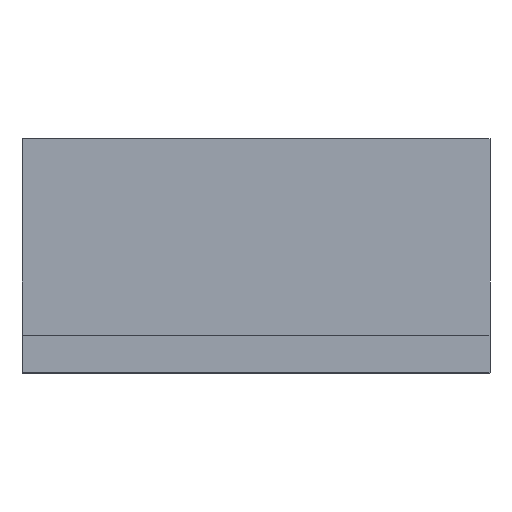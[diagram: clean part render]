
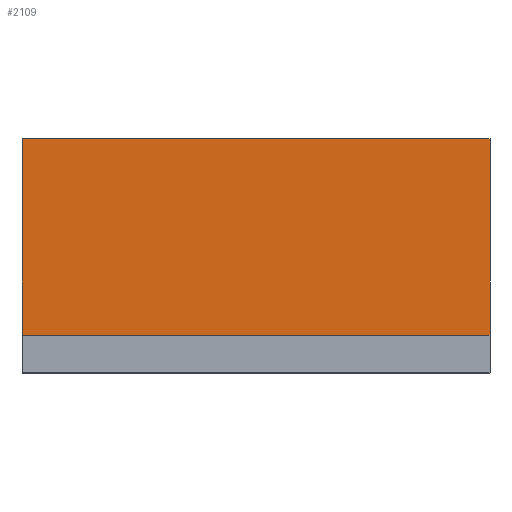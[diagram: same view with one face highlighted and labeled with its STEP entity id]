
A CAD part, top view. The second image highlights one B-rep face of the part: STEP entity #2109.
In plain terms, the highlighted planar face has unit normal (0, 0, 1).
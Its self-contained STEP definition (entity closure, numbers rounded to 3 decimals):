
#6 = ORIENTED_EDGE ( 'NONE', *, *, #216, .F. ) ;
#129 = CARTESIAN_POINT ( 'NONE',  ( 1., 1., 1. ) ) ;
#216 = EDGE_CURVE ( 'NONE', #4357, #1150, #2952, .T. ) ;
#341 = LINE ( 'NONE', #1576, #3841 ) ;
#396 = ORIENTED_EDGE ( 'NONE', *, *, #1952, .F. ) ;
#482 = CARTESIAN_POINT ( 'NONE',  ( -1., 1., 1. ) ) ;
#501 = DIRECTION ( 'NONE',  ( 1., 0., 0. ) ) ;
#538 = VECTOR ( 'NONE', #3371, 1000. ) ;
#547 = LINE ( 'NONE', #910, #3178 ) ;
#832 = AXIS2_PLACEMENT_3D ( 'NONE', #482, #3552, #3153 ) ;
#910 = CARTESIAN_POINT ( 'NONE',  ( 1., 1., 1. ) ) ;
#959 = EDGE_CURVE ( 'NONE', #2494, #4237, #4057, .T. ) ;
#1150 = VERTEX_POINT ( 'NONE', #129 ) ;
#1161 = EDGE_LOOP ( 'NONE', ( #4080, #396, #6, #3436 ) ) ;
#1576 = CARTESIAN_POINT ( 'NONE',  ( -1., 1., 1. ) ) ;
#1625 = CARTESIAN_POINT ( 'NONE',  ( -1., 1., 1. ) ) ;
#1682 = CARTESIAN_POINT ( 'NONE',  ( -1., 0.16, 1. ) ) ;
#1952 = EDGE_CURVE ( 'NONE', #1150, #4237, #547, .T. ) ;
#2109 = ADVANCED_FACE ( 'NONE', ( #3168 ), #2498, .F. ) ;
#2372 = CARTESIAN_POINT ( 'NONE',  ( 1., 0.16, 1. ) ) ;
#2494 = VERTEX_POINT ( 'NONE', #1682 ) ;
#2498 = PLANE ( 'NONE',  #832 ) ;
#2935 = EDGE_CURVE ( 'NONE', #4357, #2494, #341, .T. ) ;
#2952 = LINE ( 'NONE', #1625, #538 ) ;
#3153 = DIRECTION ( 'NONE',  ( -1., 0., 0. ) ) ;
#3168 = FACE_OUTER_BOUND ( 'NONE', #1161, .T. ) ;
#3178 = VECTOR ( 'NONE', #4341, 1000. ) ;
#3371 = DIRECTION ( 'NONE',  ( 1., 0., 0. ) ) ;
#3436 = ORIENTED_EDGE ( 'NONE', *, *, #2935, .T. ) ;
#3552 = DIRECTION ( 'NONE',  ( 0., 0., -1. ) ) ;
#3836 = CARTESIAN_POINT ( 'NONE',  ( -1., 1., 1. ) ) ;
#3841 = VECTOR ( 'NONE', #4362, 1000. ) ;
#4057 = LINE ( 'NONE', #4276, #4155 ) ;
#4080 = ORIENTED_EDGE ( 'NONE', *, *, #959, .T. ) ;
#4155 = VECTOR ( 'NONE', #501, 1000. ) ;
#4237 = VERTEX_POINT ( 'NONE', #2372 ) ;
#4276 = CARTESIAN_POINT ( 'NONE',  ( -1., 0.16, 1. ) ) ;
#4341 = DIRECTION ( 'NONE',  ( 0., -1., 0. ) ) ;
#4357 = VERTEX_POINT ( 'NONE', #3836 ) ;
#4362 = DIRECTION ( 'NONE',  ( 0., -1., 0. ) ) ;
